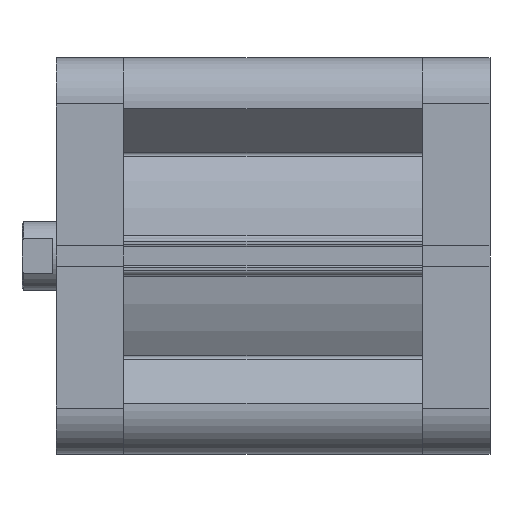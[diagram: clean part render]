
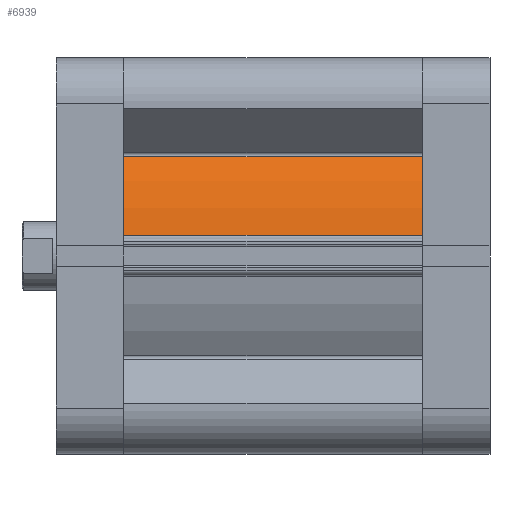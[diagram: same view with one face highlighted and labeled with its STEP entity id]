
A CAD part, front view. The second image highlights one B-rep face of the part: STEP entity #6939.
In plain terms, the highlighted cylindrical face has radius 53.5 mm (diameter 107 mm), a partial arc.
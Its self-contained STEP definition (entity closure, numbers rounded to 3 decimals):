
#6 = EDGE_CURVE ( 'NONE', #11094, #11010, #9521, .T. ) ;
#334 = ORIENTED_EDGE ( 'NONE', *, *, #6, .F. ) ;
#338 = ORIENTED_EDGE ( 'NONE', *, *, #8026, .T. ) ;
#343 = ORIENTED_EDGE ( 'NONE', *, *, #8024, .T. ) ;
#379 = ORIENTED_EDGE ( 'NONE', *, *, #8022, .T. ) ;
#637 = EDGE_LOOP ( 'NONE', ( #379, #338, #334, #343 ) ) ;
#1390 = LINE ( 'NONE', #3359, #1401 ) ;
#1394 = LINE ( 'NONE', #3365, #1398 ) ;
#1398 = VECTOR ( 'NONE', #3366, 1000. ) ;
#1400 = CIRCLE ( 'NONE', #10838, 53.5 ) ;
#1401 = VECTOR ( 'NONE', #3362, 1000. ) ;
#3347 = CARTESIAN_POINT ( 'NONE',  ( 0., 0., 0. ) ) ;
#3357 = DIRECTION ( 'NONE',  ( 0., 0., 1. ) ) ;
#3358 = DIRECTION ( 'NONE',  ( 1., 0., 0. ) ) ;
#3359 = CARTESIAN_POINT ( 'NONE',  ( 6.135, -53.147, 87.5 ) ) ;
#3362 = DIRECTION ( 'NONE',  ( 0., 0., -1. ) ) ;
#3365 = CARTESIAN_POINT ( 'NONE',  ( 28.996, -44.961, 87.5 ) ) ;
#3366 = DIRECTION ( 'NONE',  ( 0., 0., 1. ) ) ;
#6579 = CARTESIAN_POINT ( 'NONE',  ( 28.996, -44.961, 87.5 ) ) ;
#6581 = CARTESIAN_POINT ( 'NONE',  ( 6.135, -53.147, 0. ) ) ;
#6657 = CARTESIAN_POINT ( 'NONE',  ( 28.996, -44.961, 0. ) ) ;
#6663 = CARTESIAN_POINT ( 'NONE',  ( 6.135, -53.147, 87.5 ) ) ;
#6939 = ADVANCED_FACE ( 'NONE', ( #9620 ), #9623, .T. ) ;
#7616 = CARTESIAN_POINT ( 'NONE',  ( 0., 0., 87.5 ) ) ;
#7681 = DIRECTION ( 'NONE',  ( 0., 0., -1. ) ) ;
#7699 = DIRECTION ( 'NONE',  ( -1., 0., 0. ) ) ;
#7790 = DIRECTION ( 'NONE',  ( 0., 0., 1. ) ) ;
#7809 = DIRECTION ( 'NONE',  ( 1., 0., 0. ) ) ;
#7910 = CARTESIAN_POINT ( 'NONE',  ( 0., 0., 87.5 ) ) ;
#8022 = EDGE_CURVE ( 'NONE', #11012, #11088, #1400, .T. ) ;
#8024 = EDGE_CURVE ( 'NONE', #11094, #11012, #1390, .T. ) ;
#8026 = EDGE_CURVE ( 'NONE', #11088, #11010, #1394, .T. ) ;
#9521 = CIRCLE ( 'NONE', #10385, 53.5 ) ;
#9620 = FACE_OUTER_BOUND ( 'NONE', #637, .T. ) ;
#9623 = CYLINDRICAL_SURFACE ( 'NONE', #10485, 53.5 ) ;
#10385 = AXIS2_PLACEMENT_3D ( 'NONE', #7910, #7790, #7809 ) ;
#10485 = AXIS2_PLACEMENT_3D ( 'NONE', #7616, #7681, #7699 ) ;
#10838 = AXIS2_PLACEMENT_3D ( 'NONE', #3347, #3357, #3358 ) ;
#11010 = VERTEX_POINT ( 'NONE', #6579 ) ;
#11012 = VERTEX_POINT ( 'NONE', #6581 ) ;
#11088 = VERTEX_POINT ( 'NONE', #6657 ) ;
#11094 = VERTEX_POINT ( 'NONE', #6663 ) ;
